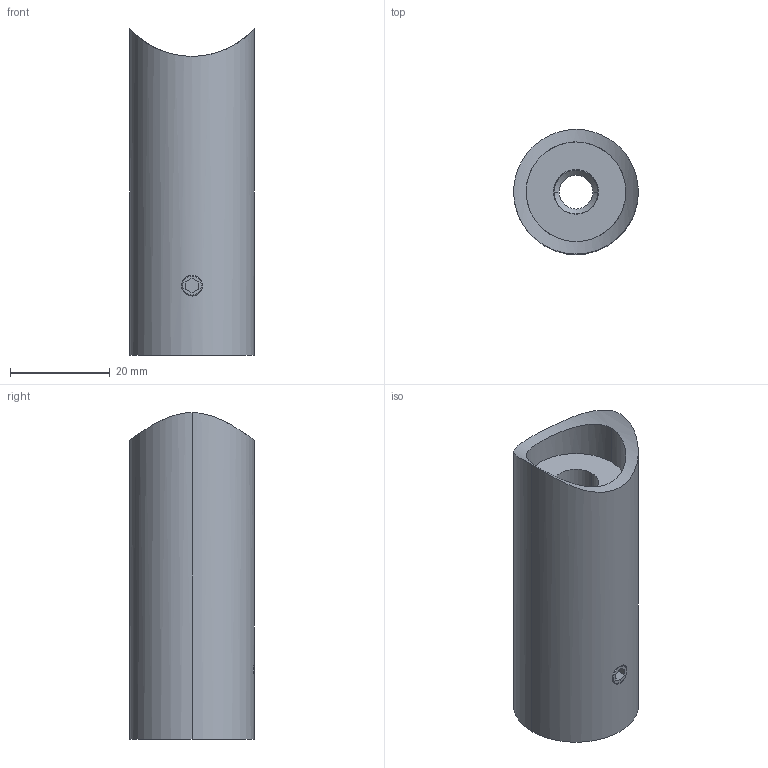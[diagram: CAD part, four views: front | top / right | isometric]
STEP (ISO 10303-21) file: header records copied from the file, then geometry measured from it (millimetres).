
FILE_DESCRIPTION (( 'STEP AP203' ), '1' );
FILE_NAME ('51180-240-33.STEP', '2018-06-05T13:56:19', ( '' ), ( '' ), 'SwSTEP 2.0', 'SolidWorks 2015', '' );
FILE_SCHEMA (( 'CONFIG_CONTROL_DESIGN' ));
Length unit declared in the file: millimetre
Products named in the file (4): 51180-240-33; 5x180-240-xx Konfig Teil1_51180-240-33 Teil1; DIN914_DIN 914 M5x5; 5x180-240-xx Konfig Teil2_5x180-240-xx Teil2
Assembly tree (3 placements, depth 2):
  51180-240-33
    5x180-240-xx Konfig Teil1_51180-240-33 Teil1
    5x180-240-xx Konfig Teil2_5x180-240-xx Teil2
    DIN914_DIN 914 M5x5
Bounding box: 25 x 25 x 65.55 mm (x, y, z)
Volume: 21333.7 mm3; surface area: 11061.8 mm2
Topology: 3 solids, 3 shells, 315 faces, 820 edges, 534 vertices
Faces by surface type: bspline 125, plane 123, cylinder 53, cone 14
Entity records: 15435 total; most frequent: CARTESIAN_POINT 8113, ORIENTED_EDGE 1640, DIRECTION 1068, EDGE_CURVE 820, VERTEX_POINT 534, LINE 400, VECTOR 400, EDGE_LOOP 344
